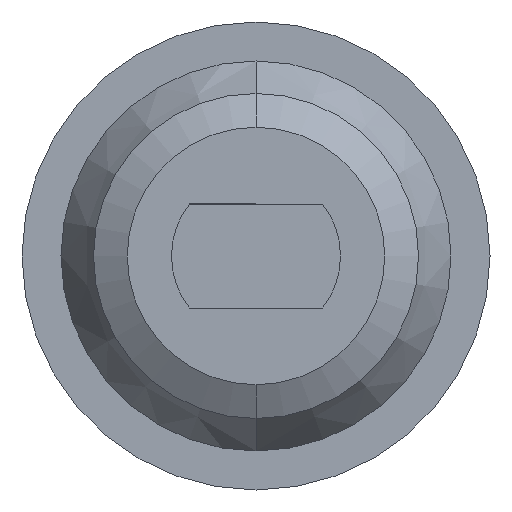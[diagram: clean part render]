
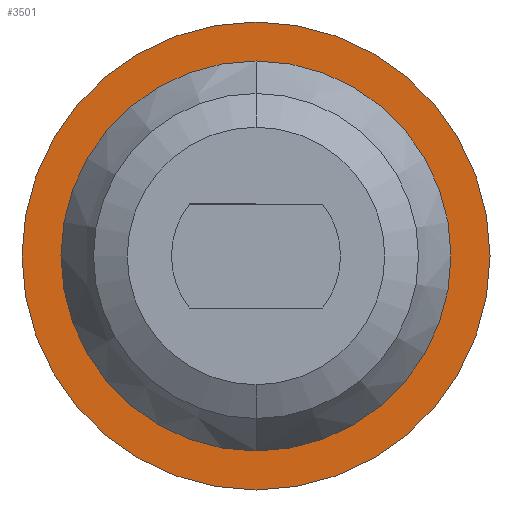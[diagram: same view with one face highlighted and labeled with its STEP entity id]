
A CAD part, front view. The second image highlights one B-rep face of the part: STEP entity #3501.
In plain terms, the highlighted planar face has unit normal (0, -1, 0).
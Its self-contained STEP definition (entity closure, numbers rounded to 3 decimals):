
#73 = EDGE_CURVE ( 'Defeature ausgef�hrt3_6+Defeature ausgef�hrt3_5+Defeature ausgef�hrt3_5+Defeature ausgef�hrt3_5', #2544, #2713, #1830, .T. ) ;
#87 = DIRECTION ( 'NONE',  ( 0., -1., 0. ) ) ;
#158 = AXIS2_PLACEMENT_3D ( 'NONE', #1586, #87, #1601 ) ;
#163 = CIRCLE ( 'NONE', #3366, 1.8 ) ;
#191 = DIRECTION ( 'NONE',  ( 0., -1., 0. ) ) ;
#266 = VERTEX_POINT ( 'NONE', #3315 ) ;
#330 = DIRECTION ( 'NONE',  ( 0., 0., -1. ) ) ;
#333 = EDGE_CURVE ( 'Defeature ausgef�hrt3_5+Defeature ausgef�hrt3_3+Defeature ausgef�hrt3_3+Defeature ausgef�hrt3_3', #4013, #266, #163, .T. ) ;
#355 = FACE_BOUND ( 'NONE', #1121, .T. ) ;
#439 = CARTESIAN_POINT ( 'NONE',  ( 0., 27.8, -1.5 ) ) ;
#654 = CARTESIAN_POINT ( 'NONE',  ( 0., 27.8, 0. ) ) ;
#812 = DIRECTION ( 'NONE',  ( 0., -1., 0. ) ) ;
#946 = CIRCLE ( 'NONE', #1242, 1.8 ) ;
#975 = ORIENTED_EDGE ( 'NONE', *, *, #73, .F. ) ;
#1047 = ORIENTED_EDGE ( 'NONE', *, *, #1985, .T. ) ;
#1054 = AXIS2_PLACEMENT_3D ( 'NONE', #2106, #191, #4704 ) ;
#1121 = EDGE_LOOP ( 'NONE', ( #975, #3902 ) ) ;
#1221 = CARTESIAN_POINT ( 'NONE',  ( 1.5, 27.8, 0. ) ) ;
#1242 = AXIS2_PLACEMENT_3D ( 'NONE', #4169, #3043, #1858 ) ;
#1586 = CARTESIAN_POINT ( 'NONE',  ( 0., 27.8, 0. ) ) ;
#1593 = EDGE_LOOP ( 'NONE', ( #4043, #1047 ) ) ;
#1601 = DIRECTION ( 'NONE',  ( 0., 0., -1. ) ) ;
#1686 = EDGE_CURVE ( 'Defeature ausgef�hrt3_6+Defeature ausgef�hrt3_5+Defeature ausgef�hrt3_5+Defeature ausgef�hrt3_5', #2713, #2544, #4605, .T. ) ;
#1830 = CIRCLE ( 'NONE', #158, 1.5 ) ;
#1858 = DIRECTION ( 'NONE',  ( 0., 0., -1. ) ) ;
#1914 = CARTESIAN_POINT ( 'NONE',  ( 0., 27.8, -1.8 ) ) ;
#1985 = EDGE_CURVE ( 'Defeature ausgef�hrt3_5+Defeature ausgef�hrt3_3+Defeature ausgef�hrt3_3+Defeature ausgef�hrt3_3', #266, #4013, #946, .T. ) ;
#2106 = CARTESIAN_POINT ( 'NONE',  ( 0., 27.8, 0. ) ) ;
#2348 = FACE_OUTER_BOUND ( 'NONE', #1593, .T. ) ;
#2544 = VERTEX_POINT ( 'NONE', #439 ) ;
#2713 = VERTEX_POINT ( 'NONE', #4388 ) ;
#3043 = DIRECTION ( 'NONE',  ( 0., -1., 0. ) ) ;
#3080 = DIRECTION ( 'NONE',  ( 0., 0., -1. ) ) ;
#3315 = CARTESIAN_POINT ( 'NONE',  ( 0., 27.8, 1.8 ) ) ;
#3366 = AXIS2_PLACEMENT_3D ( 'NONE', #654, #3639, #330 ) ;
#3501 = ADVANCED_FACE ( 'Defeature ausgef�hrt3_5', ( #2348, #355 ), #4577, .T. ) ;
#3639 = DIRECTION ( 'NONE',  ( 0., -1., 0. ) ) ;
#3894 = AXIS2_PLACEMENT_3D ( 'NONE', #1221, #812, #3080 ) ;
#3902 = ORIENTED_EDGE ( 'NONE', *, *, #1686, .F. ) ;
#4013 = VERTEX_POINT ( 'NONE', #1914 ) ;
#4043 = ORIENTED_EDGE ( 'NONE', *, *, #333, .T. ) ;
#4169 = CARTESIAN_POINT ( 'NONE',  ( 0., 27.8, 0. ) ) ;
#4388 = CARTESIAN_POINT ( 'NONE',  ( 0., 27.8, 1.5 ) ) ;
#4577 = PLANE ( 'NONE',  #3894 ) ;
#4605 = CIRCLE ( 'NONE', #1054, 1.5 ) ;
#4704 = DIRECTION ( 'NONE',  ( 0., 0., -1. ) ) ;
